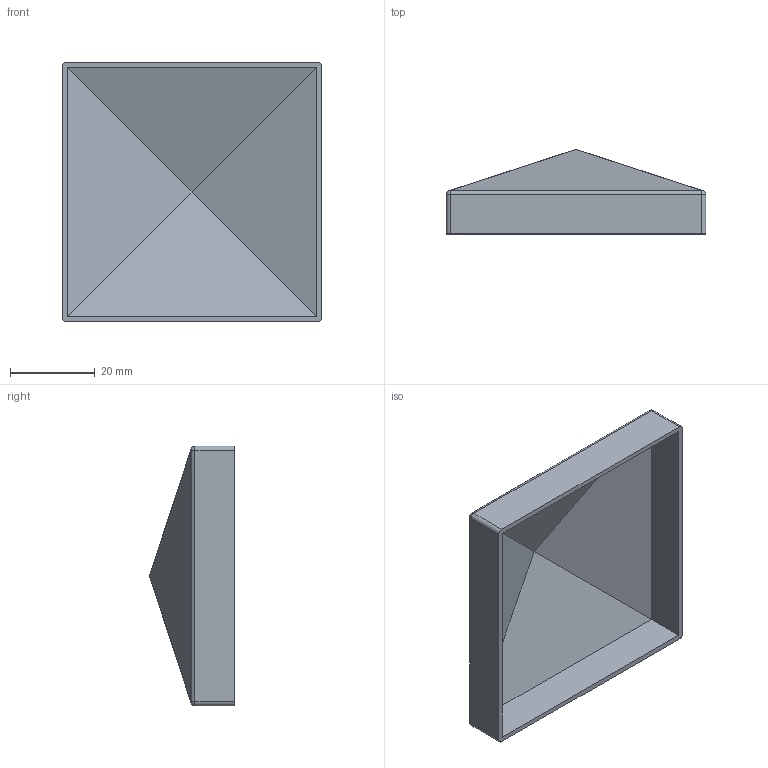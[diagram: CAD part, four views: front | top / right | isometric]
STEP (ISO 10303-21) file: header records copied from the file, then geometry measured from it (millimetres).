
FILE_DESCRIPTION (( 'STEP AP203' ), '1' );
FILE_NAME ('3D_GV1742_60x60_188711750.STEP', '2024-10-18T09:30:17', ( '' ), ( '' ), 'SwSTEP 2.0', 'SolidWorks 2024', '' );
FILE_SCHEMA (( 'CONFIG_CONTROL_DESIGN' ));
Length unit declared in the file: millimetre
Products named in the file (1): 3D_GV1742_60x60_188711750
Bounding box: 61.2 x 19.94 x 61.2 mm (x, y, z)
Volume: 7268 mm3; surface area: 12393 mm2
Topology: 1 solids, 1 shells, 34 faces, 68 edges, 37 vertices
Faces by surface type: plane 17, cylinder 12, sphere 5
Entity records: 933 total; most frequent: DIRECTION 162, CARTESIAN_POINT 140, ORIENTED_EDGE 136, EDGE_CURVE 68, AXIS2_PLACEMENT_3D 59, VECTOR 44, LINE 44, VERTEX_POINT 37
